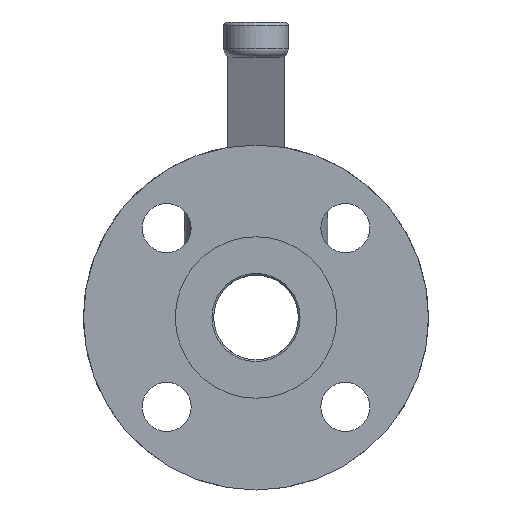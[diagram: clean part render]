
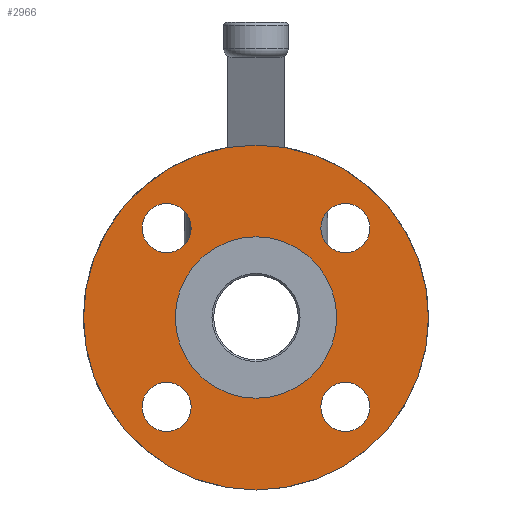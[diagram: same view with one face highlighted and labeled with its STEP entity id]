
A CAD part, front view. The second image highlights one B-rep face of the part: STEP entity #2966.
In plain terms, the highlighted planar face has unit normal (0, -1, 0).
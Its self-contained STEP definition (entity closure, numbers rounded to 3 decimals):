
#1133=CARTESIAN_POINT('',(-40.411,-120.79,29.311));
#1134=VERTEX_POINT('',#1133);
#1135=CARTESIAN_POINT('',(-40.411,-120.79,40.411));
#1136=DIRECTION('',(0.0,1.0,0.0));
#1137=DIRECTION('',(0.0,0.0,1.0));
#1138=AXIS2_PLACEMENT_3D('',#1135,#1136,#1137);
#1139=CIRCLE('',#1138,11.1);
#1140=EDGE_CURVE('',#1134,#1134,#1139,.T.);
#1161=CARTESIAN_POINT('',(-29.311,-120.79,-40.411));
#1162=VERTEX_POINT('',#1161);
#1163=CARTESIAN_POINT('',(-40.411,-120.79,-40.411));
#1164=DIRECTION('',(0.0,1.0,0.0));
#1165=DIRECTION('',(-1.0,0.0,0.0));
#1166=AXIS2_PLACEMENT_3D('',#1163,#1164,#1165);
#1167=CIRCLE('',#1166,11.1);
#1168=EDGE_CURVE('',#1162,#1162,#1167,.T.);
#1189=CARTESIAN_POINT('',(40.411,-120.79,-29.311));
#1190=VERTEX_POINT('',#1189);
#1191=CARTESIAN_POINT('',(40.411,-120.79,-40.411));
#1192=DIRECTION('',(0.0,1.0,0.0));
#1193=DIRECTION('',(0.0,0.0,-1.0));
#1194=AXIS2_PLACEMENT_3D('',#1191,#1192,#1193);
#1195=CIRCLE('',#1194,11.1);
#1196=EDGE_CURVE('',#1190,#1190,#1195,.T.);
#1217=CARTESIAN_POINT('',(29.311,-120.79,40.411));
#1218=VERTEX_POINT('',#1217);
#1219=CARTESIAN_POINT('',(40.411,-120.79,40.411));
#1220=DIRECTION('',(0.0,1.0,0.0));
#1221=DIRECTION('',(1.0,0.0,0.0));
#1222=AXIS2_PLACEMENT_3D('',#1219,#1220,#1221);
#1223=CIRCLE('',#1222,11.1);
#1224=EDGE_CURVE('',#1218,#1218,#1223,.T.);
#2920=CARTESIAN_POINT('',(0.0,-120.79,-78.0));
#2921=VERTEX_POINT('',#2920);
#2922=CARTESIAN_POINT('',(0.0,-120.79,0.0));
#2923=DIRECTION('',(0.0,-1.0,0.0));
#2924=DIRECTION('',(0.0,0.0,-1.0));
#2925=AXIS2_PLACEMENT_3D('',#2922,#2923,#2924);
#2926=CIRCLE('',#2925,78.0);
#2927=EDGE_CURVE('',#2921,#2921,#2926,.T.);
#2935=CARTESIAN_POINT('',(0.0,-120.79,-57.25));
#2936=DIRECTION('',(0.0,-1.0,0.0));
#2937=DIRECTION('',(0.0,0.0,-1.0));
#2938=AXIS2_PLACEMENT_3D('',#2935,#2936,#2937);
#2939=PLANE('',#2938);
#2940=ORIENTED_EDGE('',*,*,#2927,.T.);
#2941=EDGE_LOOP('',(#2940));
#2942=FACE_OUTER_BOUND('',#2941,.T.);
#2943=ORIENTED_EDGE('',*,*,#1140,.T.);
#2944=EDGE_LOOP('',(#2943));
#2945=FACE_BOUND('',#2944,.T.);
#2946=ORIENTED_EDGE('',*,*,#1168,.T.);
#2947=EDGE_LOOP('',(#2946));
#2948=FACE_BOUND('',#2947,.T.);
#2949=ORIENTED_EDGE('',*,*,#1196,.T.);
#2950=EDGE_LOOP('',(#2949));
#2951=FACE_BOUND('',#2950,.T.);
#2952=ORIENTED_EDGE('',*,*,#1224,.T.);
#2953=EDGE_LOOP('',(#2952));
#2954=FACE_BOUND('',#2953,.T.);
#2955=CARTESIAN_POINT('',(0.0,-120.79,-36.5));
#2956=VERTEX_POINT('',#2955);
#2957=CARTESIAN_POINT('',(0.0,-120.79,0.0));
#2958=DIRECTION('',(0.0,-1.0,0.0));
#2959=DIRECTION('',(0.0,0.0,-1.0));
#2960=AXIS2_PLACEMENT_3D('',#2957,#2958,#2959);
#2961=CIRCLE('',#2960,36.5);
#2962=EDGE_CURVE('',#2956,#2956,#2961,.T.);
#2963=ORIENTED_EDGE('',*,*,#2962,.F.);
#2964=EDGE_LOOP('',(#2963));
#2965=FACE_BOUND('',#2964,.T.);
#2966=ADVANCED_FACE('',(#2942,#2945,#2948,#2951,#2954,#2965),#2939,.T.);
